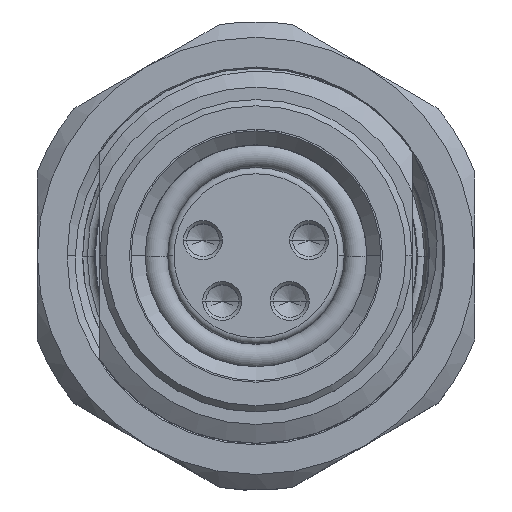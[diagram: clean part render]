
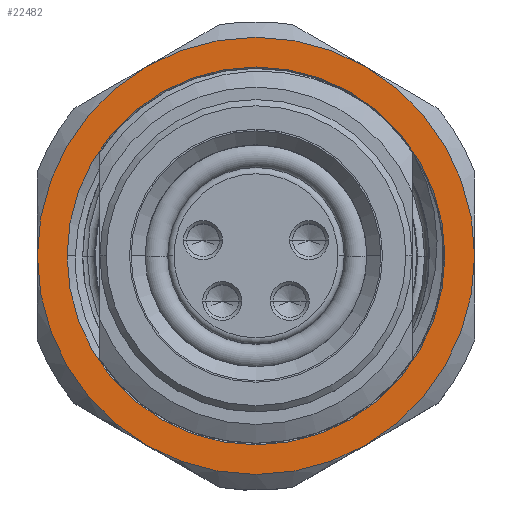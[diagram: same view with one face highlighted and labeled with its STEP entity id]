
A CAD part, top view. The second image highlights one B-rep face of the part: STEP entity #22482.
In plain terms, the highlighted planar face has unit normal (0, 0, 1).
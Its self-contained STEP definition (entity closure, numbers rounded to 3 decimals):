
#21080=CARTESIAN_POINT('',(0.,0.,3.2));
#21081=DIRECTION('',(0.,0.,-1.));
#21082=DIRECTION('',(-1.,0.,0.));
#21083=AXIS2_PLACEMENT_3D('',#21080,#21081,#21082);
#21085=CARTESIAN_POINT('',(0.,0.,3.2));
#21086=DIRECTION('',(0.,0.,-1.));
#21087=DIRECTION('',(1.,0.,0.));
#21088=AXIS2_PLACEMENT_3D('',#21085,#21086,#21087);
#21090=CARTESIAN_POINT('',(0.,0.,3.2));
#21091=DIRECTION('',(0.,0.,-1.));
#21092=DIRECTION('',(-0.5,-0.866,0.));
#21093=AXIS2_PLACEMENT_3D('',#21090,#21091,#21092);
#21095=CARTESIAN_POINT('',(0.,0.,3.2));
#21096=DIRECTION('',(0.,0.,-1.));
#21097=DIRECTION('',(-1.,0.,0.));
#21098=AXIS2_PLACEMENT_3D('',#21095,#21096,#21097);
#21100=CARTESIAN_POINT('',(0.,0.,3.2));
#21101=DIRECTION('',(0.,0.,-1.));
#21102=DIRECTION('',(0.5,0.866,0.));
#21103=AXIS2_PLACEMENT_3D('',#21100,#21101,#21102);
#21105=CARTESIAN_POINT('',(0.,0.,3.2));
#21106=DIRECTION('',(0.,0.,-1.));
#21107=DIRECTION('',(1.,0.,0.));
#21108=AXIS2_PLACEMENT_3D('',#21105,#21106,#21107);
#21115=CARTESIAN_POINT('',(0.,0.,3.2));
#21116=DIRECTION('',(0.,0.,1.));
#21117=DIRECTION('',(-0.5,-0.866,0.));
#21118=AXIS2_PLACEMENT_3D('',#21115,#21116,#21117);
#21407=CARTESIAN_POINT('',(0.,0.,3.2));
#21408=DIRECTION('',(0.,0.,1.));
#21409=DIRECTION('',(0.5,0.866,0.));
#21410=AXIS2_PLACEMENT_3D('',#21407,#21408,#21409);
#21642=CARTESIAN_POINT('',(-6.05,0.,3.2));
#21643=CARTESIAN_POINT('',(6.05,0.,3.2));
#21644=VERTEX_POINT('',#21642);
#21645=VERTEX_POINT('',#21643);
#21695=CARTESIAN_POINT('',(-3.5,-6.062,3.2));
#21696=CARTESIAN_POINT('',(-7.,0.,3.2));
#21697=VERTEX_POINT('',#21695);
#21698=VERTEX_POINT('',#21696);
#21699=CARTESIAN_POINT('',(-3.5,6.062,3.2));
#21700=VERTEX_POINT('',#21699);
#21701=CARTESIAN_POINT('',(3.5,6.062,3.2));
#21702=CARTESIAN_POINT('',(7.,0.,3.2));
#21703=VERTEX_POINT('',#21701);
#21704=VERTEX_POINT('',#21702);
#21705=CARTESIAN_POINT('',(3.5,-6.062,3.2));
#21706=VERTEX_POINT('',#21705);
#22459=CARTESIAN_POINT('',(0.,0.,3.2));
#22460=DIRECTION('',(0.,0.,1.));
#22461=DIRECTION('',(1.,0.,0.));
#22462=AXIS2_PLACEMENT_3D('',#22459,#22460,#22461);
#22463=PLANE('',#22462);
#22465=ORIENTED_EDGE('',*,*,#22464,.F.);
#22467=ORIENTED_EDGE('',*,*,#22466,.T.);
#22469=ORIENTED_EDGE('',*,*,#22468,.T.);
#22471=ORIENTED_EDGE('',*,*,#22470,.F.);
#22473=ORIENTED_EDGE('',*,*,#22472,.T.);
#22475=ORIENTED_EDGE('',*,*,#22474,.T.);
#22476=EDGE_LOOP('',(#22465,#22467,#22469,#22471,#22473,#22475));
#22477=FACE_OUTER_BOUND('',#22476,.F.);
#22478=ORIENTED_EDGE('',*,*,#22132,.F.);
#22479=ORIENTED_EDGE('',*,*,#22452,.F.);
#22480=EDGE_LOOP('',(#22478,#22479));
#22481=FACE_BOUND('',#22480,.F.);
#21084=CIRCLE('',#21083,6.05);
#21089=CIRCLE('',#21088,6.05);
#21094=CIRCLE('',#21093,7.);
#21099=CIRCLE('',#21098,7.);
#21104=CIRCLE('',#21103,7.);
#21109=CIRCLE('',#21108,7.);
#21119=CIRCLE('',#21118,7.);
#21411=CIRCLE('',#21410,7.);
#22132=EDGE_CURVE('',#21644,#21645,#21084,.T.);
#22452=EDGE_CURVE('',#21645,#21644,#21089,.T.);
#22464=EDGE_CURVE('',#21697,#21706,#21119,.T.);
#22466=EDGE_CURVE('',#21697,#21698,#21094,.T.);
#22468=EDGE_CURVE('',#21698,#21700,#21099,.T.);
#22470=EDGE_CURVE('',#21703,#21700,#21411,.T.);
#22472=EDGE_CURVE('',#21703,#21704,#21104,.T.);
#22474=EDGE_CURVE('',#21704,#21706,#21109,.T.);
#22482=ADVANCED_FACE('',(#22477,#22481),#22463,.T.);
